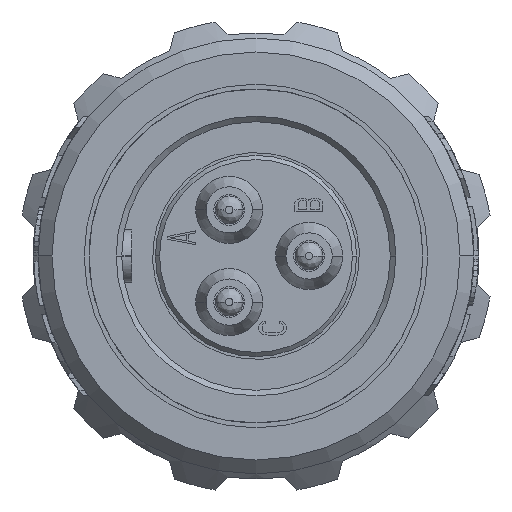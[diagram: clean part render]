
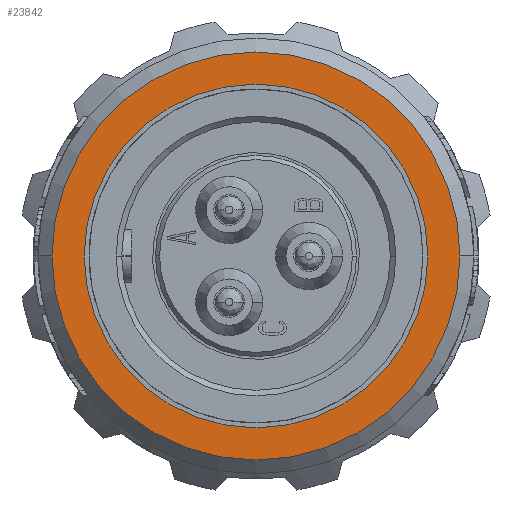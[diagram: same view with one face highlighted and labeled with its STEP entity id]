
A CAD part, left-side view. The second image highlights one B-rep face of the part: STEP entity #23842.
In plain terms, the highlighted planar face has unit normal (-1, 0, 0).
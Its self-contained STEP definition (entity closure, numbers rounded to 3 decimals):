
#5727=CARTESIAN_POINT('',(-17.275,0.,0.));
#5728=DIRECTION('',(-1.,0.,0.));
#5729=DIRECTION('',(0.,1.,0.));
#5730=AXIS2_PLACEMENT_3D('',#5727,#5728,#5729);
#5745=CARTESIAN_POINT('',(-17.275,0.,0.));
#5746=DIRECTION('',(-1.,0.,0.));
#5747=DIRECTION('',(0.,1.,0.));
#5748=AXIS2_PLACEMENT_3D('',#5745,#5746,#5747);
#5750=CARTESIAN_POINT('',(-17.275,0.,0.));
#5751=DIRECTION('',(-1.,0.,0.));
#5752=DIRECTION('',(0.,-1.,0.));
#5753=AXIS2_PLACEMENT_3D('',#5750,#5751,#5752);
#5755=CARTESIAN_POINT('',(-17.275,0.,0.));
#5756=DIRECTION('',(1.,0.,0.));
#5757=DIRECTION('',(0.,1.,0.));
#5758=AXIS2_PLACEMENT_3D('',#5755,#5756,#5757);
#14761=CARTESIAN_POINT('',(-17.275,7.3,0.));
#14762=CARTESIAN_POINT('',(-17.275,-7.3,0.));
#14763=VERTEX_POINT('',#14761);
#14764=VERTEX_POINT('',#14762);
#14773=CARTESIAN_POINT('',(-17.275,6.15,0.));
#14774=CARTESIAN_POINT('',(-17.275,-6.15,0.));
#14775=VERTEX_POINT('',#14773);
#14776=VERTEX_POINT('',#14774);
#23826=CARTESIAN_POINT('',(-17.275,0.,0.));
#23827=DIRECTION('',(1.,0.,0.));
#23828=DIRECTION('',(0.,-1.,0.));
#23829=AXIS2_PLACEMENT_3D('',#23826,#23827,#23828);
#23830=PLANE('369',#23829);
#23831=ORIENTED_EDGE('1530',*,*,#23809,.F.);
#23833=ORIENTED_EDGE('1528',*,*,#23832,.T.);
#23834=EDGE_LOOP('369',(#23831,#23833));
#23835=FACE_OUTER_BOUND('369',#23834,.F.);
#23837=ORIENTED_EDGE('1552',*,*,#23836,.T.);
#23839=ORIENTED_EDGE('1553',*,*,#23838,.T.);
#23840=EDGE_LOOP('369',(#23837,#23839));
#23841=FACE_BOUND('369',#23840,.F.);
#5731=CIRCLE('1530',#5730,7.3);
#5749=CIRCLE('1552',#5748,6.15);
#5754=CIRCLE('1553',#5753,6.15);
#5759=CIRCLE('1528',#5758,7.3);
#23809=EDGE_CURVE('1530',#14763,#14764,#5731,.T.);
#23832=EDGE_CURVE('1528',#14763,#14764,#5759,.T.);
#23836=EDGE_CURVE('1552',#14775,#14776,#5749,.T.);
#23838=EDGE_CURVE('1553',#14776,#14775,#5754,.T.);
#23842=ADVANCED_FACE('369',(#23835,#23841),#23830,.F.);
